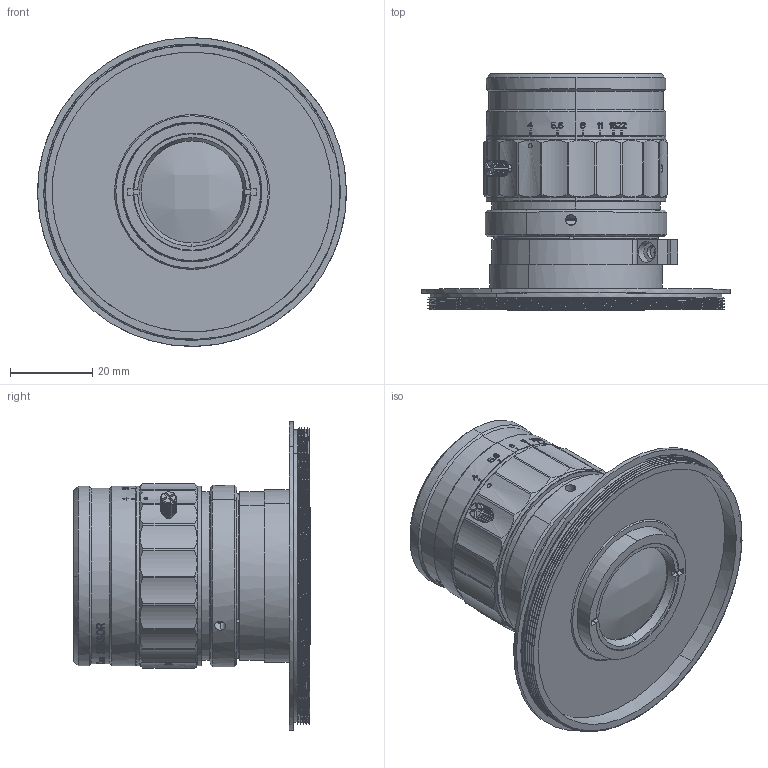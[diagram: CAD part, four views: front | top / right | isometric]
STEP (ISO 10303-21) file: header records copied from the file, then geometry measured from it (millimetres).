
FILE_DESCRIPTION (( 'STEP AP203' ), '1' );
FILE_NAME ('620101.STEP', '2020-12-30T08:51:51', ( '' ), ( '' ), 'SwSTEP 2.0', 'SolidWorks 2019', '' );
FILE_SCHEMA (( 'CONFIG_CONTROL_DESIGN' ));
Products named in the file (1): 620101
Bounding box: 74.99 x 57.38 x 75 mm (x, y, z)
Volume: 77987.7 mm3; surface area: 30999.3 mm2
Topology: 4 solids, 4 shells, 1422 faces, 3998 edges, 2645 vertices
Faces by surface type: bspline 1422
Entity records: 72364 total; most frequent: CARTESIAN_POINT 48513, ORIENTED_EDGE 7996, EDGE_CURVE 3998, B_SPLINE_CURVE_WITH_KNOTS 3574, VERTEX_POINT 2645, EDGE_LOOP 1511, ADVANCED_FACE 1422, FACE_OUTER_BOUND 1422
